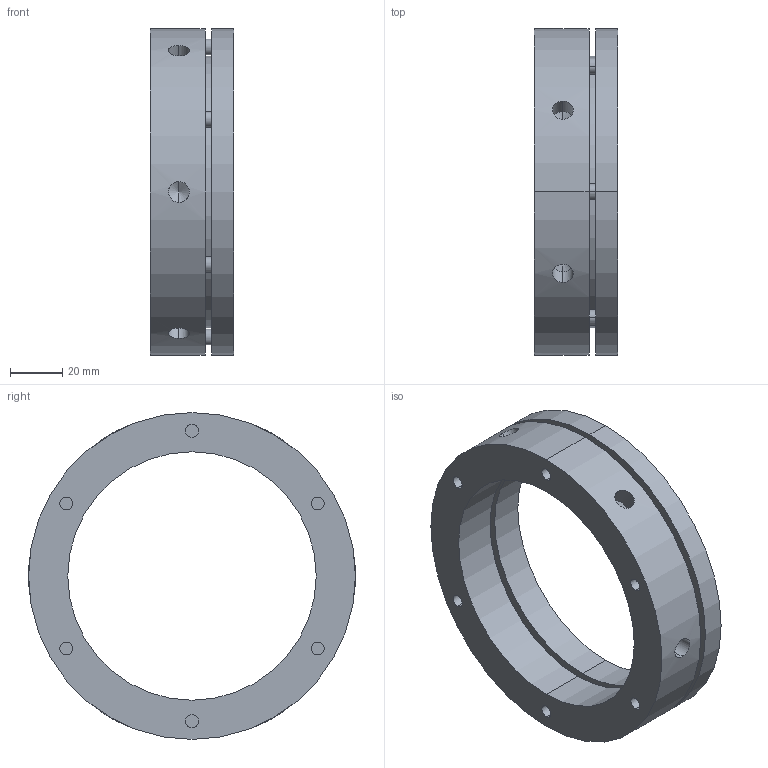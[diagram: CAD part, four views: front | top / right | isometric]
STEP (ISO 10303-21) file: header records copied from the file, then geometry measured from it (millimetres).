
FILE_DESCRIPTION (( 'STEP AP203' ), '1' );
FILE_NAME ('FKD FAN95.STEP', '2014-07-13T11:23:53', ( '' ), ( '' ), 'SwSTEP 2.0', 'SolidWorks 2012', '' );
FILE_SCHEMA (( 'CONFIG_CONTROL_DESIGN' ));
Length unit declared in the file: millimetre
Products named in the file (3): FKD FAN95; M6X22_default
Assembly tree (7 placements, depth 2):
  FKD FAN95
    FKD FAN95
    M6X22_default  x6
Bounding box: 32 x 125 x 125 mm (x, y, z)
Volume: 143310.5 mm3; surface area: 56790.1 mm2
Topology: 7 solids, 7 shells, 204 faces, 484 edges, 304 vertices
Faces by surface type: cylinder 108, plane 72, cone 24
Entity records: 4791 total; most frequent: CARTESIAN_POINT 1054, DIRECTION 754, ORIENTED_EDGE 620, AXIS2_PLACEMENT_3D 312, EDGE_CURVE 310, VERTEX_POINT 204, EDGE_LOOP 196, CIRCLE 168
